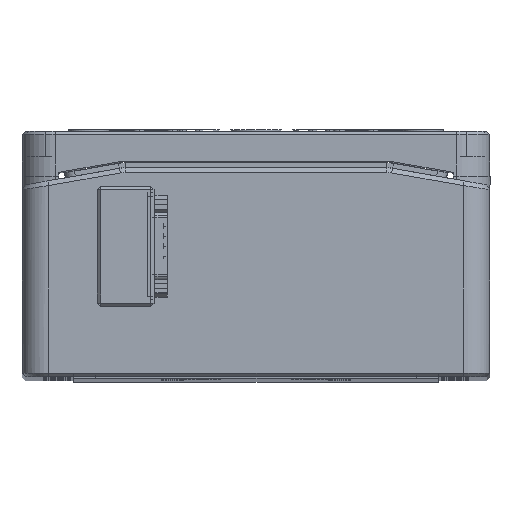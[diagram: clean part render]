
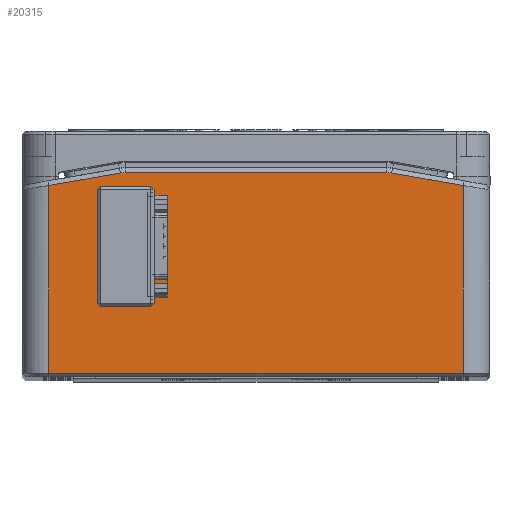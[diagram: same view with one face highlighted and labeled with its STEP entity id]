
A CAD part, top view. The second image highlights one B-rep face of the part: STEP entity #20315.
In plain terms, the highlighted planar face has unit normal (0, 0, 1).
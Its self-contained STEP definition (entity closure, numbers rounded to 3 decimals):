
#70 = AXIS2_PLACEMENT_3D ( 'NONE', #7337, #19866, #13426 ) ;
#171 = VECTOR ( 'NONE', #12902, 1000. ) ;
#403 = ORIENTED_EDGE ( 'NONE', *, *, #12813, .T. ) ;
#519 = CARTESIAN_POINT ( 'NONE',  ( -32.5, 24.5, 709. ) ) ;
#572 = ORIENTED_EDGE ( 'NONE', *, *, #16133, .T. ) ;
#904 = LINE ( 'NONE', #6236, #5584 ) ;
#942 = CARTESIAN_POINT ( 'NONE',  ( -33.5, 55.5, 709. ) ) ;
#1033 = CIRCLE ( 'NONE', #2321, 8.572 ) ;
#1661 = VERTEX_POINT ( 'NONE', #19067 ) ;
#1720 = ORIENTED_EDGE ( 'NONE', *, *, #14448, .F. ) ;
#1721 = CARTESIAN_POINT ( 'NONE',  ( 62., 1.5, 709. ) ) ;
#1863 = CARTESIAN_POINT ( 'NONE',  ( -32.5, 55.5, 709. ) ) ;
#1961 = ORIENTED_EDGE ( 'NONE', *, *, #13320, .T. ) ;
#2250 = FACE_OUTER_BOUND ( 'NONE', #16287, .T. ) ;
#2321 = AXIS2_PLACEMENT_3D ( 'NONE', #12568, #7925, #18916 ) ;
#2410 = AXIS2_PLACEMENT_3D ( 'NONE', #7348, #2676, #4317 ) ;
#2463 = LINE ( 'NONE', #10796, #14466 ) ;
#2676 = DIRECTION ( 'NONE',  ( 0., 0., -1. ) ) ;
#2839 = LINE ( 'NONE', #3547, #5785 ) ;
#3016 = VERTEX_POINT ( 'NONE', #17237 ) ;
#3394 = DIRECTION ( 'NONE',  ( 1., 0., 0. ) ) ;
#3547 = CARTESIAN_POINT ( 'NONE',  ( -45.5, 55.5, 709. ) ) ;
#3586 = CARTESIAN_POINT ( 'NONE',  ( -33.5, 54.5, 709. ) ) ;
#3592 = CARTESIAN_POINT ( 'NONE',  ( 39.125, 61.572, 709. ) ) ;
#3611 = CARTESIAN_POINT ( 'NONE',  ( -62., 1.5, 709. ) ) ;
#3876 = VERTEX_POINT ( 'NONE', #19113 ) ;
#4106 = VECTOR ( 'NONE', #9869, 1000. ) ;
#4198 = LINE ( 'NONE', #18184, #9364 ) ;
#4317 = DIRECTION ( 'NONE',  ( 1., 0., 0. ) ) ;
#4345 = ORIENTED_EDGE ( 'NONE', *, *, #6993, .T. ) ;
#4446 = CARTESIAN_POINT ( 'NONE',  ( 39.125, 53., 709. ) ) ;
#4553 = VERTEX_POINT ( 'NONE', #20075 ) ;
#4598 = ORIENTED_EDGE ( 'NONE', *, *, #5331, .T. ) ;
#4670 = VERTEX_POINT ( 'NONE', #12394 ) ;
#4671 = VERTEX_POINT ( 'NONE', #20284 ) ;
#4998 = LINE ( 'NONE', #8297, #18523 ) ;
#5331 = EDGE_CURVE ( 'NONE', #5816, #16993, #19803, .T. ) ;
#5584 = VECTOR ( 'NONE', #18788, 1000. ) ;
#5658 = VERTEX_POINT ( 'NONE', #15362 ) ;
#5785 = VECTOR ( 'NONE', #8298, 1000. ) ;
#5816 = VERTEX_POINT ( 'NONE', #3611 ) ;
#5857 = DIRECTION ( 'NONE',  ( 1., 0., 0. ) ) ;
#5904 = CARTESIAN_POINT ( 'NONE',  ( -44.5, 54.5, 709. ) ) ;
#5906 = AXIS2_PLACEMENT_3D ( 'NONE', #3586, #14293, #3394 ) ;
#6236 = CARTESIAN_POINT ( 'NONE',  ( -45.5, 55.5, 709. ) ) ;
#6381 = DIRECTION ( 'NONE',  ( 0., 1., 0. ) ) ;
#6741 = VERTEX_POINT ( 'NONE', #3592 ) ;
#6993 = EDGE_CURVE ( 'NONE', #5658, #5816, #10362, .T. ) ;
#7337 = CARTESIAN_POINT ( 'NONE',  ( -44.5, 24.5, 709. ) ) ;
#7348 = CARTESIAN_POINT ( 'NONE',  ( -33.5, 24.5, 709. ) ) ;
#7385 = VECTOR ( 'NONE', #6381, 1000. ) ;
#7474 = DIRECTION ( 'NONE',  ( 1., 0., 0. ) ) ;
#7589 = CIRCLE ( 'NONE', #14242, 1. ) ;
#7789 = EDGE_CURVE ( 'NONE', #9678, #4671, #904, .T. ) ;
#7925 = DIRECTION ( 'NONE',  ( 0., 0., 1. ) ) ;
#7966 = EDGE_CURVE ( 'NONE', #6741, #1661, #15400, .T. ) ;
#8177 = VECTOR ( 'NONE', #16750, 1000. ) ;
#8259 = ORIENTED_EDGE ( 'NONE', *, *, #19560, .T. ) ;
#8297 = CARTESIAN_POINT ( 'NONE',  ( 62., 57.71, 709. ) ) ;
#8298 = DIRECTION ( 'NONE',  ( 0., -1., 0. ) ) ;
#8342 = CARTESIAN_POINT ( 'NONE',  ( -44.5, 23.5, 709. ) ) ;
#8357 = LINE ( 'NONE', #1863, #7385 ) ;
#8707 = VERTEX_POINT ( 'NONE', #9704 ) ;
#8810 = EDGE_CURVE ( 'NONE', #9678, #4670, #19217, .T. ) ;
#9119 = ORIENTED_EDGE ( 'NONE', *, *, #14759, .F. ) ;
#9364 = VECTOR ( 'NONE', #5857, 1000. ) ;
#9678 = VERTEX_POINT ( 'NONE', #942 ) ;
#9704 = CARTESIAN_POINT ( 'NONE',  ( 40.614, 61.442, 709. ) ) ;
#9869 = DIRECTION ( 'NONE',  ( -0.985, 0.174, 0. ) ) ;
#10076 = ORIENTED_EDGE ( 'NONE', *, *, #18855, .T. ) ;
#10362 = LINE ( 'NONE', #10584, #8177 ) ;
#10367 = ORIENTED_EDGE ( 'NONE', *, *, #12101, .T. ) ;
#10584 = CARTESIAN_POINT ( 'NONE',  ( -62., 0.5, 709. ) ) ;
#10585 = FACE_BOUND ( 'NONE', #16637, .T. ) ;
#10796 = CARTESIAN_POINT ( 'NONE',  ( -61.752, 57.714, 709. ) ) ;
#11000 = AXIS2_PLACEMENT_3D ( 'NONE', #14778, #13351, #14992 ) ;
#11220 = VECTOR ( 'NONE', #18863, 1000. ) ;
#11541 = CARTESIAN_POINT ( 'NONE',  ( -33.5, 23.5, 709. ) ) ;
#11694 = EDGE_CURVE ( 'NONE', #11830, #4670, #8357, .T. ) ;
#11830 = VERTEX_POINT ( 'NONE', #519 ) ;
#12101 = EDGE_CURVE ( 'NONE', #15949, #5658, #2463, .T. ) ;
#12109 = ORIENTED_EDGE ( 'NONE', *, *, #7966, .T. ) ;
#12176 = DIRECTION ( 'NONE',  ( 1., 0., 0. ) ) ;
#12394 = CARTESIAN_POINT ( 'NONE',  ( -32.5, 54.5, 709. ) ) ;
#12568 = CARTESIAN_POINT ( 'NONE',  ( -39.125, 53., 709. ) ) ;
#12813 = EDGE_CURVE ( 'NONE', #4553, #4671, #7589, .T. ) ;
#12902 = DIRECTION ( 'NONE',  ( 1., 0., 0. ) ) ;
#13320 = EDGE_CURVE ( 'NONE', #3016, #8707, #16883, .T. ) ;
#13351 = DIRECTION ( 'NONE',  ( 0., 0., 1. ) ) ;
#13408 = CIRCLE ( 'NONE', #70, 1. ) ;
#13426 = DIRECTION ( 'NONE',  ( 1., 0., 0. ) ) ;
#13482 = PLANE ( 'NONE',  #11000 ) ;
#13585 = EDGE_CURVE ( 'NONE', #19205, #3876, #13408, .T. ) ;
#13742 = DIRECTION ( 'NONE',  ( -0.985, -0.174, 0. ) ) ;
#13899 = DIRECTION ( 'NONE',  ( 0., 0., 1. ) ) ;
#13969 = ORIENTED_EDGE ( 'NONE', *, *, #13585, .T. ) ;
#13982 = CARTESIAN_POINT ( 'NONE',  ( -40.614, 61.442, 709. ) ) ;
#14242 = AXIS2_PLACEMENT_3D ( 'NONE', #5904, #16864, #7474 ) ;
#14293 = DIRECTION ( 'NONE',  ( 0., 0., -1. ) ) ;
#14448 = EDGE_CURVE ( 'NONE', #19205, #18554, #4198, .T. ) ;
#14466 = VECTOR ( 'NONE', #13742, 1000. ) ;
#14759 = EDGE_CURVE ( 'NONE', #4553, #3876, #2839, .T. ) ;
#14778 = CARTESIAN_POINT ( 'NONE',  ( 0., 31.75, 709. ) ) ;
#14992 = DIRECTION ( 'NONE',  ( 1., 0., 0. ) ) ;
#15168 = AXIS2_PLACEMENT_3D ( 'NONE', #4446, #13899, #12176 ) ;
#15362 = CARTESIAN_POINT ( 'NONE',  ( -62., 57.671, 709. ) ) ;
#15400 = LINE ( 'NONE', #16013, #11220 ) ;
#15493 = ORIENTED_EDGE ( 'NONE', *, *, #8810, .T. ) ;
#15949 = VERTEX_POINT ( 'NONE', #13982 ) ;
#15976 = DIRECTION ( 'NONE',  ( 0., 1., 0. ) ) ;
#16013 = CARTESIAN_POINT ( 'NONE',  ( -39.125, 61.572, 709. ) ) ;
#16133 = EDGE_CURVE ( 'NONE', #16993, #3016, #4998, .T. ) ;
#16287 = EDGE_LOOP ( 'NONE', ( #572, #1961, #10076, #12109, #8259, #10367, #4345, #4598 ) ) ;
#16528 = CIRCLE ( 'NONE', #15168, 8.572 ) ;
#16637 = EDGE_LOOP ( 'NONE', ( #17927, #18341, #1720, #13969, #9119, #403, #19840, #15493 ) ) ;
#16750 = DIRECTION ( 'NONE',  ( 0., -1., 0. ) ) ;
#16778 = EDGE_CURVE ( 'NONE', #11830, #18554, #18752, .T. ) ;
#16864 = DIRECTION ( 'NONE',  ( 0., 0., -1. ) ) ;
#16883 = LINE ( 'NONE', #19210, #4106 ) ;
#16993 = VERTEX_POINT ( 'NONE', #1721 ) ;
#17237 = CARTESIAN_POINT ( 'NONE',  ( 62., 57.671, 709. ) ) ;
#17927 = ORIENTED_EDGE ( 'NONE', *, *, #11694, .F. ) ;
#18184 = CARTESIAN_POINT ( 'NONE',  ( -45.5, 23.5, 709. ) ) ;
#18341 = ORIENTED_EDGE ( 'NONE', *, *, #16778, .T. ) ;
#18523 = VECTOR ( 'NONE', #15976, 1000. ) ;
#18554 = VERTEX_POINT ( 'NONE', #11541 ) ;
#18752 = CIRCLE ( 'NONE', #2410, 1. ) ;
#18788 = DIRECTION ( 'NONE',  ( -1., 0., 0. ) ) ;
#18855 = EDGE_CURVE ( 'NONE', #8707, #6741, #16528, .T. ) ;
#18863 = DIRECTION ( 'NONE',  ( -1., 0., 0. ) ) ;
#18916 = DIRECTION ( 'NONE',  ( 1., 0., 0. ) ) ;
#19067 = CARTESIAN_POINT ( 'NONE',  ( -39.125, 61.572, 709. ) ) ;
#19113 = CARTESIAN_POINT ( 'NONE',  ( -45.5, 24.5, 709. ) ) ;
#19160 = CARTESIAN_POINT ( 'NONE',  ( 62., 1.5, 709. ) ) ;
#19205 = VERTEX_POINT ( 'NONE', #8342 ) ;
#19210 = CARTESIAN_POINT ( 'NONE',  ( 40.614, 61.442, 709. ) ) ;
#19217 = CIRCLE ( 'NONE', #5906, 1. ) ;
#19560 = EDGE_CURVE ( 'NONE', #1661, #15949, #1033, .T. ) ;
#19803 = LINE ( 'NONE', #19160, #171 ) ;
#19840 = ORIENTED_EDGE ( 'NONE', *, *, #7789, .F. ) ;
#19866 = DIRECTION ( 'NONE',  ( 0., 0., -1. ) ) ;
#20075 = CARTESIAN_POINT ( 'NONE',  ( -45.5, 54.5, 709. ) ) ;
#20284 = CARTESIAN_POINT ( 'NONE',  ( -44.5, 55.5, 709. ) ) ;
#20315 = ADVANCED_FACE ( 'NONE', ( #10585, #2250 ), #13482, .T. ) ;
